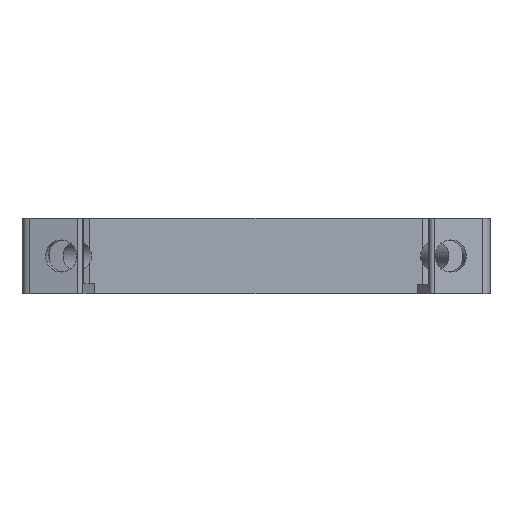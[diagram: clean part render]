
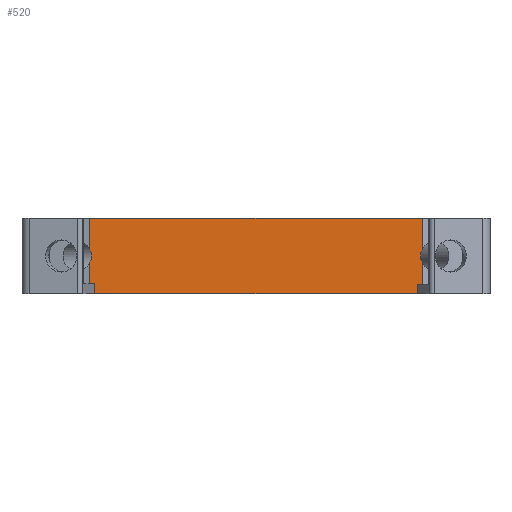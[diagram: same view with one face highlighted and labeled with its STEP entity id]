
A CAD part, front view. The second image highlights one B-rep face of the part: STEP entity #520.
In plain terms, the highlighted planar face has unit normal (0, -1, 0).
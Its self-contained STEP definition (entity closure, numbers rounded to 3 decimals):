
#113=PLANE('',#5081);
#290=FACE_OUTER_BOUND('',#2157,.T.);
#520=ADVANCED_FACE('',(#290),#113,.T.);
#1044=LINE('',#7024,#1617);
#1123=LINE('',#7229,#1696);
#1139=LINE('',#7269,#1712);
#1140=LINE('',#7270,#1713);
#1145=LINE('',#7284,#1718);
#1151=LINE('',#7297,#1724);
#1152=LINE('',#7299,#1725);
#1153=LINE('',#7301,#1726);
#1154=LINE('',#7305,#1727);
#1155=LINE('',#7307,#1728);
#1617=VECTOR('',#5599,1.);
#1696=VECTOR('',#5726,1.);
#1712=VECTOR('',#5760,1.);
#1713=VECTOR('',#5761,1.);
#1718=VECTOR('',#5772,1.);
#1724=VECTOR('',#5786,1.);
#1725=VECTOR('',#5789,1.);
#1726=VECTOR('',#5790,1.);
#1727=VECTOR('',#5793,1.);
#1728=VECTOR('',#5794,1.);
#2157=EDGE_LOOP('',(#2749,#2750,#2751,#2752,#2753,#2754,#2755,#2756,#2757,
#2758,#2759,#2760));
#2749=ORIENTED_EDGE('',*,*,#4573,.F.);
#2750=ORIENTED_EDGE('',*,*,#4435,.F.);
#2751=ORIENTED_EDGE('',*,*,#4572,.T.);
#2752=ORIENTED_EDGE('',*,*,#4565,.F.);
#2753=ORIENTED_EDGE('',*,*,#4558,.T.);
#2754=ORIENTED_EDGE('',*,*,#4554,.T.);
#2755=ORIENTED_EDGE('',*,*,#4557,.T.);
#2756=ORIENTED_EDGE('',*,*,#4537,.F.);
#2757=ORIENTED_EDGE('',*,*,#4574,.F.);
#2758=ORIENTED_EDGE('',*,*,#4575,.F.);
#2759=ORIENTED_EDGE('',*,*,#4576,.F.);
#2760=ORIENTED_EDGE('',*,*,#4577,.T.);
#3964=VERTEX_POINT('',#7023);
#3965=VERTEX_POINT('',#7025);
#4066=VERTEX_POINT('',#7228);
#4067=VERTEX_POINT('',#7230);
#4079=VERTEX_POINT('',#7263);
#4080=VERTEX_POINT('',#7264);
#4082=VERTEX_POINT('',#7271);
#4088=VERTEX_POINT('',#7285);
#4091=VERTEX_POINT('',#7300);
#4092=VERTEX_POINT('',#7302);
#4093=VERTEX_POINT('',#7304);
#4094=VERTEX_POINT('',#7306);
#4435=EDGE_CURVE('',#3964,#3965,#1044,.T.);
#4537=EDGE_CURVE('',#4066,#4067,#1123,.T.);
#4554=EDGE_CURVE('',#4079,#4080,#4968,.T.);
#4557=EDGE_CURVE('',#4080,#4067,#1139,.T.);
#4558=EDGE_CURVE('',#4082,#4079,#1140,.T.);
#4565=EDGE_CURVE('',#4082,#4088,#1145,.T.);
#4572=EDGE_CURVE('',#3964,#4088,#1151,.T.);
#4573=EDGE_CURVE('',#3965,#4091,#1152,.T.);
#4574=EDGE_CURVE('',#4092,#4066,#1153,.T.);
#4575=EDGE_CURVE('',#4093,#4092,#4969,.T.);
#4576=EDGE_CURVE('',#4094,#4093,#1154,.T.);
#4577=EDGE_CURVE('',#4094,#4091,#1155,.T.);
#4968=ELLIPSE('',#5069,1.597,1.55);
#4969=ELLIPSE('',#5080,1.597,1.55);
#5069=AXIS2_PLACEMENT_3D('',#7262,#5753,#5754);
#5080=AXIS2_PLACEMENT_3D('',#7303,#5791,#5792);
#5081=AXIS2_PLACEMENT_3D('',#7308,#5795,#5796);
#5599=DIRECTION('',(-1.,0.,0.));
#5726=DIRECTION('',(1.,0.,0.));
#5753=DIRECTION('',(0.,1.,0.));
#5754=DIRECTION('',(-1.,0.,0.));
#5760=DIRECTION('',(0.,0.,1.));
#5761=DIRECTION('',(0.,0.,1.));
#5772=DIRECTION('',(-1.,0.,0.));
#5786=DIRECTION('',(0.,0.,1.));
#5789=DIRECTION('',(0.,0.,1.));
#5790=DIRECTION('',(0.,0.,1.));
#5791=DIRECTION('',(0.,-1.,0.));
#5792=DIRECTION('',(-1.,0.,0.));
#5793=DIRECTION('',(0.,0.,1.));
#5794=DIRECTION('',(1.,0.,0.));
#5795=DIRECTION('',(0.,-1.,0.));
#5796=DIRECTION('',(0.,0.,-1.));
#7023=CARTESIAN_POINT('',(17.5,-39.6,-4.));
#7024=CARTESIAN_POINT('',(17.5,-39.6,-4.));
#7025=CARTESIAN_POINT('',(-17.5,-39.6,-4.));
#7228=CARTESIAN_POINT('',(-17.6,-39.6,4.));
#7229=CARTESIAN_POINT('',(-17.6,-39.6,4.));
#7230=CARTESIAN_POINT('',(17.6,-39.6,4.));
#7262=CARTESIAN_POINT('',(19.046,-39.6,0.));
#7263=CARTESIAN_POINT('',(17.6,-39.6,-0.659));
#7264=CARTESIAN_POINT('',(17.6,-39.6,0.659));
#7269=CARTESIAN_POINT('',(17.6,-39.6,0.659));
#7270=CARTESIAN_POINT('',(17.6,-39.6,-3.));
#7271=CARTESIAN_POINT('',(17.6,-39.6,-3.));
#7284=CARTESIAN_POINT('',(17.6,-39.6,-3.));
#7285=CARTESIAN_POINT('',(17.5,-39.6,-3.));
#7297=CARTESIAN_POINT('',(17.5,-39.6,-4.));
#7299=CARTESIAN_POINT('',(-17.5,-39.6,-4.));
#7300=CARTESIAN_POINT('',(-17.5,-39.6,-2.9));
#7301=CARTESIAN_POINT('',(-17.6,-39.6,0.659));
#7302=CARTESIAN_POINT('',(-17.6,-39.6,0.659));
#7303=CARTESIAN_POINT('',(-19.046,-39.6,0.));
#7304=CARTESIAN_POINT('',(-17.6,-39.6,-0.659));
#7305=CARTESIAN_POINT('',(-17.6,-39.6,-2.9));
#7306=CARTESIAN_POINT('',(-17.6,-39.6,-2.9));
#7307=CARTESIAN_POINT('',(-17.6,-39.6,-2.9));
#7308=CARTESIAN_POINT('',(-17.6,-39.6,-4.));
